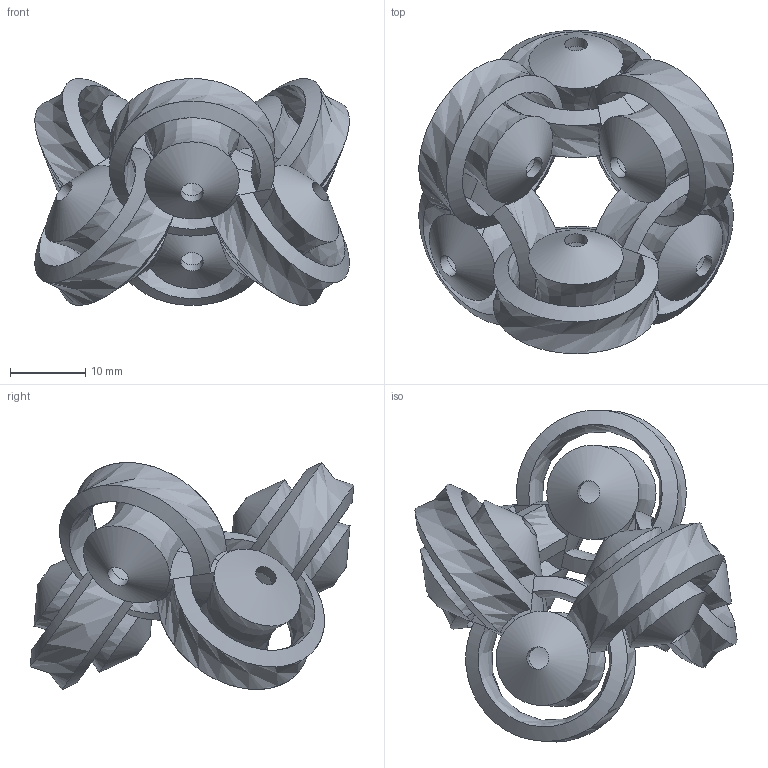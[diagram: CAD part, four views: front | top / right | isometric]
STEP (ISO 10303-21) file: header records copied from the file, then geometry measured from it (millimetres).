
FILE_DESCRIPTION(/* description */ (''),/* implementation_level */ '2;1');
FILE_NAME(/* name */ 'TRIPLE~1',/* time_stamp */ '2021-03-04T12:13:58+00:00',/* author */ (''),/* organization */ (''),/* preprocessor_version */ 'ST-DEVELOPER v16.5',/* originating_system */ '',/* authorisation */ '');
FILE_SCHEMA (('CONFIG_CONTROL_DESIGN'));
Length unit declared in the file: millimetre
Products named in the file (1): Document
Bounding box: 41.87 x 43.09 x 30.22 mm (x, y, z)
Volume: 8556.9 mm3; surface area: 12428.9 mm2
Topology: 3 solids, 3 shells, 183 faces, 498 edges, 291 vertices
Faces by surface type: bspline 156, cylinder 27
Full cylindrical faces by diameter (mm): 3 x12
Entity records: 37781 total; most frequent: CARTESIAN_POINT 35003, ORIENTED_EDGE 996, EDGE_CURVE 498, VERTEX_POINT 291, B_SPLINE_CURVE_WITH_KNOTS 267, ADVANCED_FACE 183, FACE_OUTER_BOUND 183, EDGE_LOOP 183
